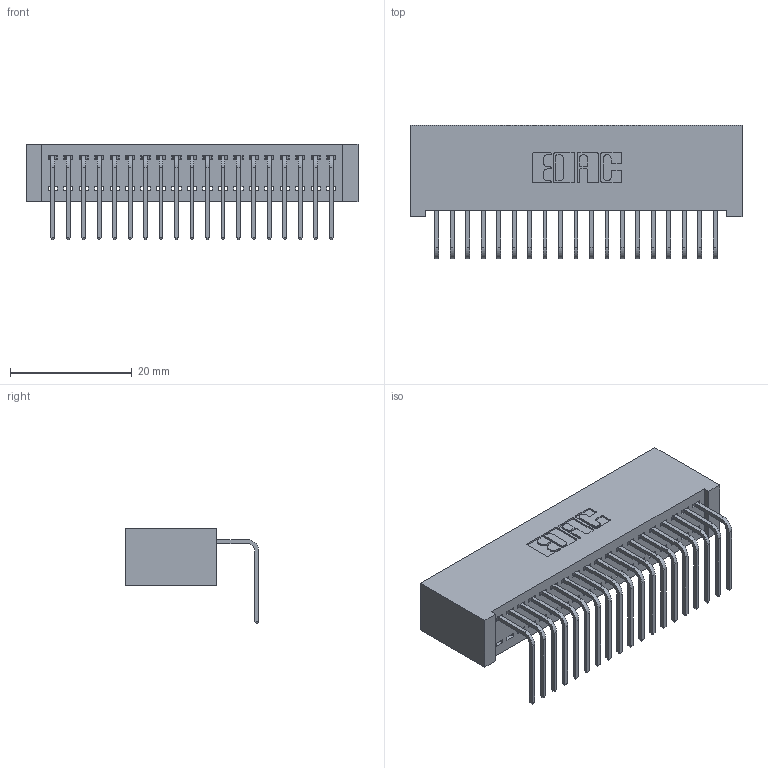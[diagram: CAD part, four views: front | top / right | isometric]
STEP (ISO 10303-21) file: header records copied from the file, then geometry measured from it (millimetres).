
FILE_DESCRIPTION (( 'STEP AP203' ), '1' );
FILE_NAME ('342-019-558-101.STEP', '2018-08-10T22:22:12', ( '' ), ( '' ), 'SwSTEP 2.0', 'SolidWorks 2016', '' );
FILE_SCHEMA (( 'CONFIG_CONTROL_DESIGN' ));
Length unit declared in the file: inch
Products named in the file (3): 342 Part_Lugless; 345-292-001_558 Tail - 2; 342-019-558-101
Assembly tree (20 placements, depth 2):
  342-019-558-101
    342 Part_Lugless
    345-292-001_558 Tail - 2  x19
Bounding box: 54.51 x 21.91 x 15.62 mm (x, y, z)
Volume: 5166.9 mm3; surface area: 7840.7 mm2
Topology: 20 solids, 20 shells, 1242 faces, 3733 edges, 2462 vertices
Faces by surface type: plane 898, cylinder 344
Entity records: 14265 total; most frequent: CARTESIAN_POINT 2471, ORIENTED_EDGE 2426, DIRECTION 2123, EDGE_CURVE 1213, VECTOR 1093, LINE 1093, VERTEX_POINT 806, AXIS2_PLACEMENT_3D 515
